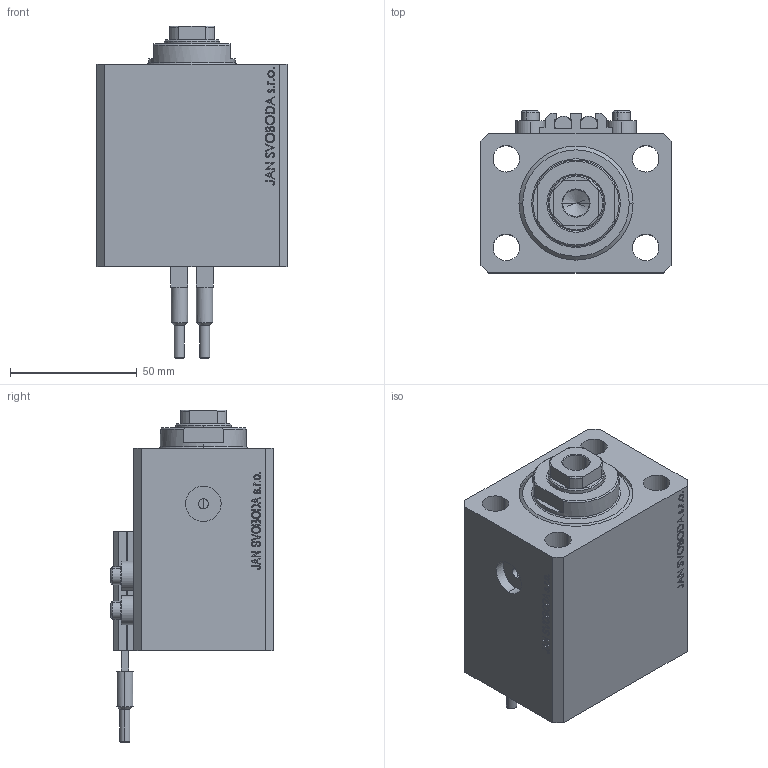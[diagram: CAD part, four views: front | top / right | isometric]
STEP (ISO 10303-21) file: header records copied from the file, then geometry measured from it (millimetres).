
FILE_DESCRIPTION (( 'STEP AP203' ), '1' );
FILE_NAME ('bf5b.STEP', '2023-10-07T10:15:36', ( '' ), ( '' ), 'SwSTEP 2.0', 'SolidWorks 2019', '' );
FILE_SCHEMA (( 'CONFIG_CONTROL_DESIGN' ));
Length unit declared in the file: millimetre
Products named in the file (6): SWITCH_V250CE 153c2be4083a15684ecc17a23f294855; V250CE_C_VCP 153c2be4083a15684ecc17a23f294855; V250CE_VC_C 153c2be4083a15684ecc17a23f294855; V250CE_C_Body 153c2be4083a15684ecc17a23f294855; bf5b; ALLEN BOLT V250CE 153c2be4083a15684ecc17a23f294855
Assembly tree (9 placements, depth 2):
  bf5b
    V250CE_C_Body 153c2be4083a15684ecc17a23f294855
    ALLEN BOLT V250CE 153c2be4083a15684ecc17a23f294855  x4
    V250CE_C_VCP 153c2be4083a15684ecc17a23f294855
    V250CE_VC_C 153c2be4083a15684ecc17a23f294855
    SWITCH_V250CE 153c2be4083a15684ecc17a23f294855  x2
Bounding box: 75 x 64 x 131 mm (x, y, z)
Volume: 308181.1 mm3; surface area: 74632.7 mm2
Topology: 10 solids, 10 shells, 1094 faces, 2730 edges, 1773 vertices
Faces by surface type: plane 536, bspline 374, cylinder 104, cone 62, torus 18
Entity records: 48307 total; most frequent: CARTESIAN_POINT 26054, ORIENTED_EDGE 5042, DIRECTION 3205, EDGE_CURVE 2521, VERTEX_POINT 1659, VECTOR 1525, LINE 1525, EDGE_LOOP 1118
